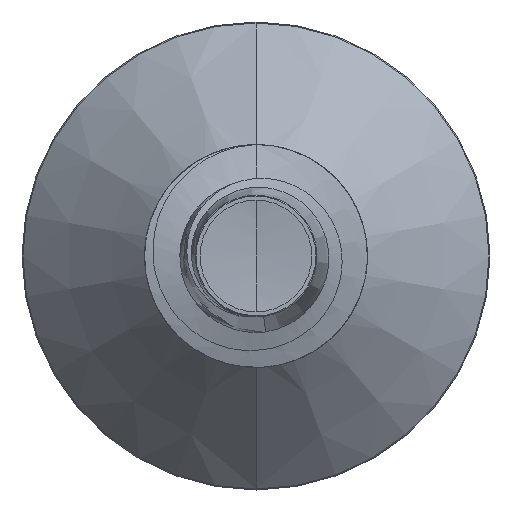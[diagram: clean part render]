
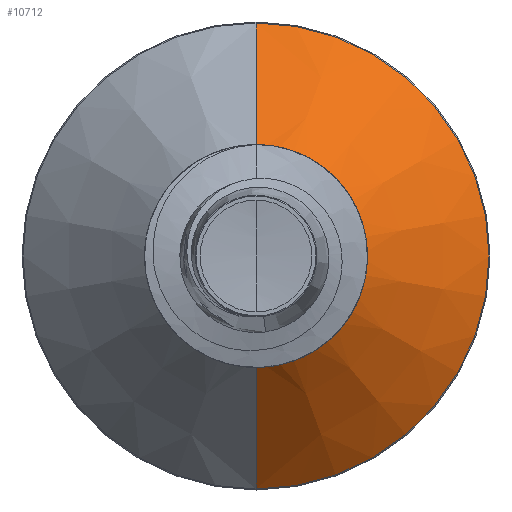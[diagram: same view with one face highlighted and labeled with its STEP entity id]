
A CAD part, front view. The second image highlights one B-rep face of the part: STEP entity #10712.
In plain terms, the highlighted conical face has half-angle 45 degrees and reference radius 1.857 mm.
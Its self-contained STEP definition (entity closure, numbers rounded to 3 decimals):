
#2421 = ORIENTED_EDGE ( 'NONE', *, *, #24218, .T. ) ;
#7408 = AXIS2_PLACEMENT_3D ( 'NONE', #24673, #14362, #26078 ) ;
#7948 = FACE_OUTER_BOUND ( 'NONE', #9136, .T. ) ;
#8102 = CARTESIAN_POINT ( 'NONE',  ( 0., 24.282, 4.182 ) ) ;
#9136 = EDGE_LOOP ( 'NONE', ( #16747, #2421, #24812, #16081 ) ) ;
#9830 = CARTESIAN_POINT ( 'NONE',  ( 0., 21.957, 1.857 ) ) ;
#10712 = ADVANCED_FACE ( 'NONE', ( #7948 ), #23042, .T. ) ;
#10716 = LINE ( 'NONE', #9830, #24497 ) ;
#10969 = AXIS2_PLACEMENT_3D ( 'NONE', #16988, #16742, #15451 ) ;
#14362 = DIRECTION ( 'NONE',  ( 0., 1., 0. ) ) ;
#15451 = DIRECTION ( 'NONE',  ( 0., 0., 1. ) ) ;
#15970 = DIRECTION ( 'NONE',  ( 0., 0.707, -0.707 ) ) ;
#16081 = ORIENTED_EDGE ( 'NONE', *, *, #24505, .F. ) ;
#16323 = DIRECTION ( 'NONE',  ( 0., 1., 0. ) ) ;
#16742 = DIRECTION ( 'NONE',  ( 0., 1., 0. ) ) ;
#16747 = ORIENTED_EDGE ( 'NONE', *, *, #24875, .T. ) ;
#16988 = CARTESIAN_POINT ( 'NONE',  ( 0., 21.957, 0. ) ) ;
#17342 = CARTESIAN_POINT ( 'NONE',  ( 0., 21.957, -1.857 ) ) ;
#18767 = VERTEX_POINT ( 'NONE', #8102 ) ;
#20506 = LINE ( 'NONE', #22930, #23817 ) ;
#22178 = DIRECTION ( 'NONE',  ( 0., 0.707, 0.707 ) ) ;
#22429 = VERTEX_POINT ( 'NONE', #25595 ) ;
#22756 = CIRCLE ( 'NONE', #7408, 1.857 ) ;
#22930 = CARTESIAN_POINT ( 'NONE',  ( 0., 21.957, -1.857 ) ) ;
#23042 = CONICAL_SURFACE ( 'NONE', #10969, 1.857, 0.785 ) ;
#23310 = VERTEX_POINT ( 'NONE', #26933 ) ;
#23817 = VECTOR ( 'NONE', #15970, 1000. ) ;
#24073 = EDGE_CURVE ( 'NONE', #18767, #22429, #25194, .T. ) ;
#24218 = EDGE_CURVE ( 'NONE', #25965, #22429, #20506, .T. ) ;
#24497 = VECTOR ( 'NONE', #22178, 1000. ) ;
#24505 = EDGE_CURVE ( 'NONE', #23310, #18767, #10716, .T. ) ;
#24673 = CARTESIAN_POINT ( 'NONE',  ( 0., 21.957, 0. ) ) ;
#24812 = ORIENTED_EDGE ( 'NONE', *, *, #24073, .F. ) ;
#24875 = EDGE_CURVE ( 'NONE', #23310, #25965, #22756, .T. ) ;
#25194 = CIRCLE ( 'NONE', #25597, 4.182 ) ;
#25595 = CARTESIAN_POINT ( 'NONE',  ( 0., 24.282, -4.182 ) ) ;
#25597 = AXIS2_PLACEMENT_3D ( 'NONE', #25906, #16323, #27168 ) ;
#25906 = CARTESIAN_POINT ( 'NONE',  ( 0., 24.282, 0. ) ) ;
#25965 = VERTEX_POINT ( 'NONE', #17342 ) ;
#26078 = DIRECTION ( 'NONE',  ( 0., 0., 1. ) ) ;
#26933 = CARTESIAN_POINT ( 'NONE',  ( 0., 21.957, 1.857 ) ) ;
#27168 = DIRECTION ( 'NONE',  ( 0., 0., 1. ) ) ;
